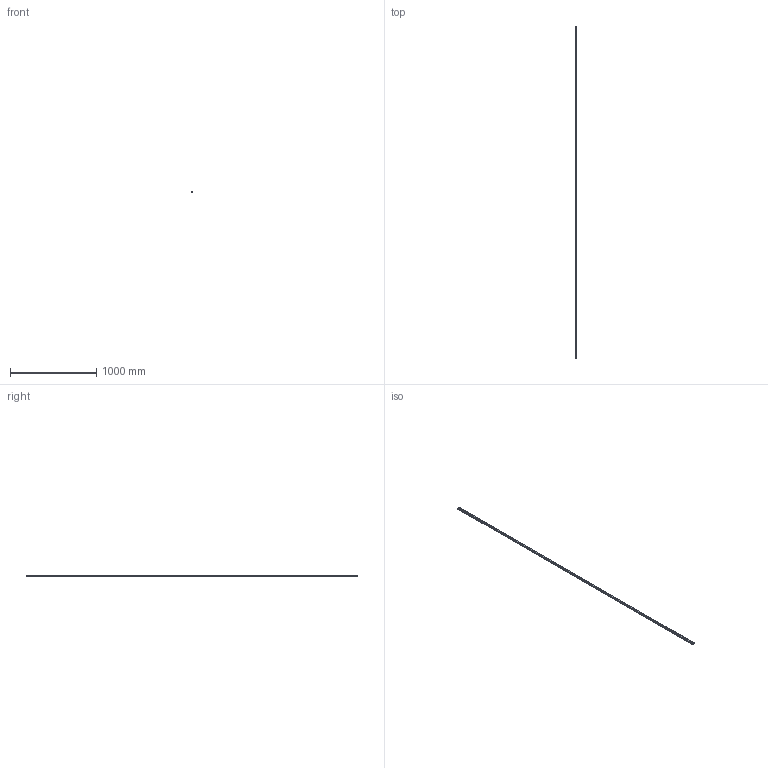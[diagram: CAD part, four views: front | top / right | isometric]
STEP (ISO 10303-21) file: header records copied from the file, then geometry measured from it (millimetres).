
FILE_DESCRIPTION(('STEP AP214'),'1');
FILE_NAME('cctmp_C1B1B49F-8923-4EBB-B6DF-7B56F697D625_2021_02_10_08_58_41_0826..stp','2021-02-10T07:58:42',('HIWIN GmbH'),('CADClick - www.CADClick.com'),'Spatial InterOp 3D',' ','unknown authorization');
FILE_SCHEMA(('AUTOMOTIVE_DESIGN'));
Length unit declared in the file: millimetre
Products named in the file (1): EGR25R3850C_FILE
Bounding box: 23 x 3850 x 18 mm (x, y, z)
Volume: 1324349.8 mm3; surface area: 357440.9 mm2
Topology: 1 solids, 1 shells, 873 faces, 2217 edges, 1478 vertices
Faces by surface type: plane 469, cylinder 404
Entity records: 34059 total; most frequent: DIRECTION 5285, CARTESIAN_POINT 4569, ORIENTED_EDGE 4434, EDGE_CURVE 2217, AXIS2_PLACEMENT_3D 2194, VERTEX_POINT 1478, CIRCLE 1064, EDGE_LOOP 1005
